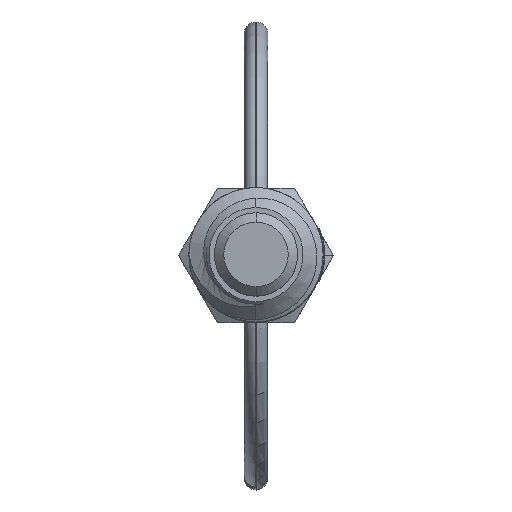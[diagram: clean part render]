
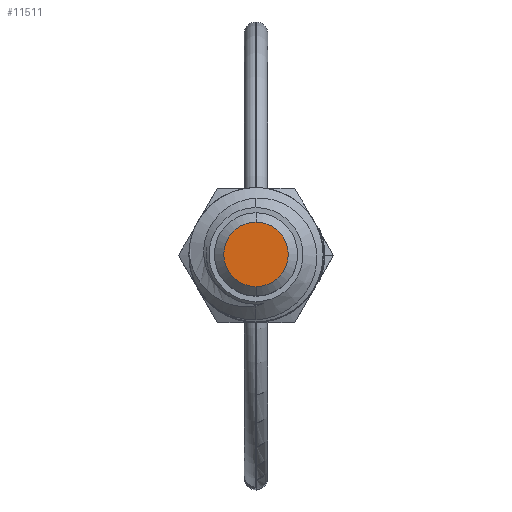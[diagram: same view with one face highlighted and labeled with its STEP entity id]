
A CAD part, top view. The second image highlights one B-rep face of the part: STEP entity #11511.
In plain terms, the highlighted planar face has unit normal (0, 0, 1).
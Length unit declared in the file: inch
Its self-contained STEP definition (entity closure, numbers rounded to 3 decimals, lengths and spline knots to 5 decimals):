
#32 = AXIS2_PLACEMENT_3D ( 'NONE', #1797, #118, #23545 ) ;
#110 = CIRCLE ( 'NONE', #18024, 0.06 ) ;
#118 = DIRECTION ( 'NONE',  ( 0., 0., 1. ) ) ;
#1356 = VERTEX_POINT ( 'NONE', #6005 ) ;
#1797 = CARTESIAN_POINT ( 'NONE',  ( 0., 0., 0.82 ) ) ;
#3348 = DIRECTION ( 'NONE',  ( 0., 0., 1. ) ) ;
#5575 = EDGE_LOOP ( 'NONE', ( #5789, #9526 ) ) ;
#5789 = ORIENTED_EDGE ( 'NONE', *, *, #20728, .T. ) ;
#6005 = CARTESIAN_POINT ( 'NONE',  ( 0., 0.06, 0.82 ) ) ;
#6277 = CARTESIAN_POINT ( 'NONE',  ( 0., -0.06, 0.82 ) ) ;
#6809 = CARTESIAN_POINT ( 'NONE',  ( 0., 0., 0.82 ) ) ;
#9526 = ORIENTED_EDGE ( 'NONE', *, *, #19228, .T. ) ;
#10380 = DIRECTION ( 'NONE',  ( 0., -1., 0. ) ) ;
#11315 = DIRECTION ( 'NONE',  ( 0., -1., 0. ) ) ;
#11511 = ADVANCED_FACE ( 'NONE', ( #16451 ), #14660, .T. ) ;
#11535 = CIRCLE ( 'NONE', #11931, 0.06 ) ;
#11931 = AXIS2_PLACEMENT_3D ( 'NONE', #6809, #3348, #10380 ) ;
#13102 = CARTESIAN_POINT ( 'NONE',  ( 0., 0., 0.82 ) ) ;
#14660 = PLANE ( 'NONE',  #32 ) ;
#16451 = FACE_OUTER_BOUND ( 'NONE', #5575, .T. ) ;
#18024 = AXIS2_PLACEMENT_3D ( 'NONE', #13102, #20404, #11315 ) ;
#19228 = EDGE_CURVE ( 'NONE', #23169, #1356, #110, .T. ) ;
#20404 = DIRECTION ( 'NONE',  ( 0., 0., 1. ) ) ;
#20728 = EDGE_CURVE ( 'NONE', #1356, #23169, #11535, .T. ) ;
#23169 = VERTEX_POINT ( 'NONE', #6277 ) ;
#23545 = DIRECTION ( 'NONE',  ( 0., -1., 0. ) ) ;
